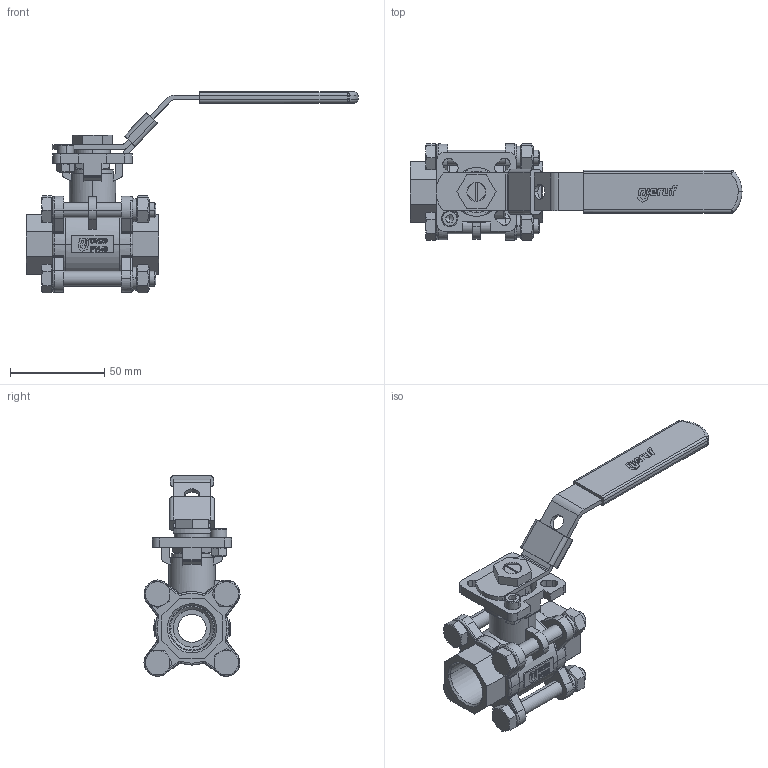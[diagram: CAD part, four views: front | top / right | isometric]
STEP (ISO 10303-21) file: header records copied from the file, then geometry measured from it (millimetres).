
FILE_DESCRIPTION(('HOOPS Exchange Step'),'2;1');
FILE_NAME('GK2000_GK2002_DN20.stp','2025-09-25T15:19:25+02:00',('nieru'),('Unknown organisation'),'HOOPS Exchange 2024.2','HOOPS Exchange','Unknown authorisation');
FILE_SCHEMA( ('AP203_CONFIGURATION_CONTROLLED_3D_DESIGN_OF_MECHANICAL_PARTS_AND_ASSEMBLIES_MIM_LF') );
Length unit declared in the file: millimetre
Products named in the file (2): 0; root
Assembly tree (1 placements, depth 2):
  root
    0
Bounding box: 176.3 x 51.43 x 106.98 mm (x, y, z)
Volume: 113801.4 mm3; surface area: 62948.8 mm2
Topology: 25 solids, 25 shells, 1180 faces, 3098 edges, 2001 vertices
Faces by surface type: plane 492, bspline 281, cylinder 239, cone 100, torus 60, sphere 8
Entity records: 80252 total; most frequent: CARTESIAN_POINT 54190, ORIENTED_EDGE 6192, DIRECTION 3883, EDGE_CURVE 3096, VERTEX_POINT 2001, VECTOR 1583, LINE 1583, EDGE_LOOP 1279
